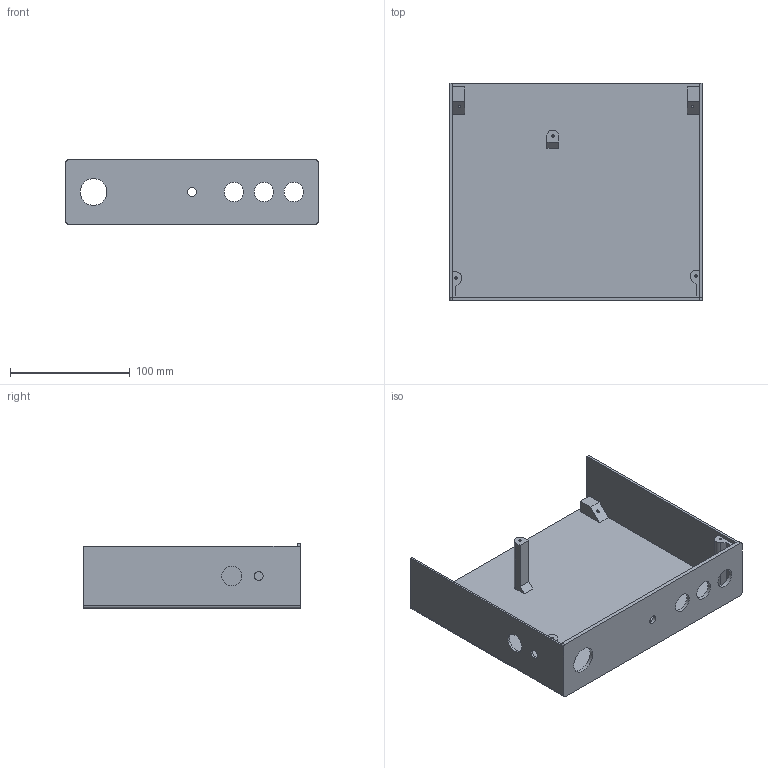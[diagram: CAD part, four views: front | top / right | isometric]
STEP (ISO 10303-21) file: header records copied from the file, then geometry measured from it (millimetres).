
FILE_DESCRIPTION(/* description */ (''),/* implementation_level */ '2;1');
FILE_NAME(/* name */ 'Bovenkant.step',/* time_stamp */ '2026-01-08T21:53:38+01:00',/* author */ (''),/* organization */ (''),/* preprocessor_version */ 'ST-DEVELOPER v20.1',/* originating_system */ 'Autodesk Translation Framework v14.21.0.0',/* authorisation */ '');
FILE_SCHEMA (('AUTOMOTIVE_DESIGN { 1 0 10303 214 3 1 1 }'));
Length unit declared in the file: millimetre
Products named in the file (1): BackAmp
Bounding box: 210.2 x 181.2 x 53.6 mm (x, y, z)
Volume: 147869 mm3; surface area: 136245.2 mm2
Topology: 1 solids, 1 shells, 55 faces, 145 edges, 96 vertices
Faces by surface type: plane 36, cylinder 19
Full cylindrical faces by diameter (mm): 2 x5, 7.1 x1, 7.5 x1, 16.2 x3, 16.5 x1, 22.2 x1
Entity records: 1759 total; most frequent: CARTESIAN_POINT 297, DIRECTION 295, ORIENTED_EDGE 290, EDGE_CURVE 145, LINE 107, VECTOR 107, VERTEX_POINT 96, AXIS2_PLACEMENT_3D 94
